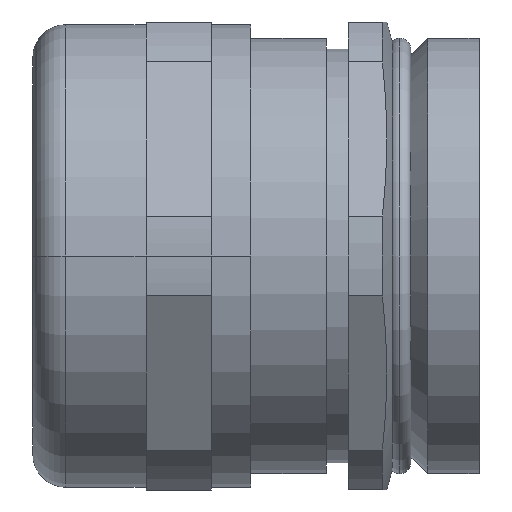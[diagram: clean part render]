
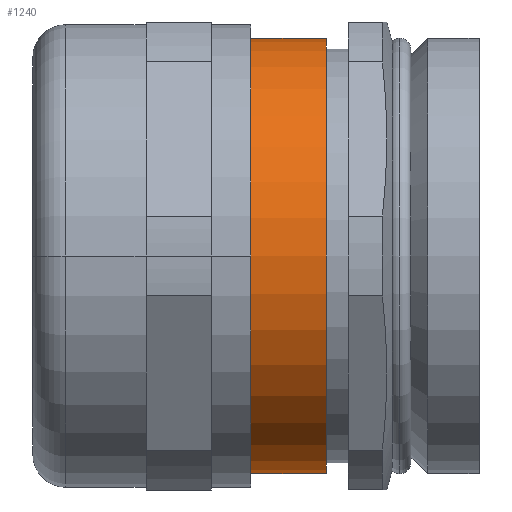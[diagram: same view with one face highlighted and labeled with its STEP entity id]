
A CAD part, left-side view. The second image highlights one B-rep face of the part: STEP entity #1240.
In plain terms, the highlighted cylindrical face has radius 20 mm (diameter 40 mm), a partial arc.
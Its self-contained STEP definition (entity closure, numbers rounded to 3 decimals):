
#16 = CIRCLE ( 'NONE', #1976, 20. ) ;
#302 = DIRECTION ( 'NONE',  ( 0., 1., 0. ) ) ;
#451 = EDGE_CURVE ( 'NONE', #1209, #901, #2470, .T. ) ;
#528 = DIRECTION ( 'NONE',  ( 0., 0., 1. ) ) ;
#669 = AXIS2_PLACEMENT_3D ( 'NONE', #1197, #302, #528 ) ;
#901 = VERTEX_POINT ( 'NONE', #2272 ) ;
#916 = ORIENTED_EDGE ( 'NONE', *, *, #451, .F. ) ;
#1063 = DIRECTION ( 'NONE',  ( 0., 1., 0. ) ) ;
#1197 = CARTESIAN_POINT ( 'NONE',  ( 0., 25.7, 0. ) ) ;
#1198 = EDGE_CURVE ( 'NONE', #1370, #901, #2713, .T. ) ;
#1209 = VERTEX_POINT ( 'NONE', #2297 ) ;
#1240 = ADVANCED_FACE ( 'NONE', ( #2824 ), #2856, .T. ) ;
#1304 = VERTEX_POINT ( 'NONE', #1383 ) ;
#1370 = VERTEX_POINT ( 'NONE', #2836 ) ;
#1383 = CARTESIAN_POINT ( 'NONE',  ( 0., 14.04, -20. ) ) ;
#1452 = DIRECTION ( 'NONE',  ( 0., 1., 0. ) ) ;
#1463 = DIRECTION ( 'NONE',  ( 0., 0., 1. ) ) ;
#1555 = ORIENTED_EDGE ( 'NONE', *, *, #2918, .T. ) ;
#1625 = DIRECTION ( 'NONE',  ( 0., 0., 1. ) ) ;
#1626 = LINE ( 'NONE', #2189, #2412 ) ;
#1651 = CARTESIAN_POINT ( 'NONE',  ( 0., 25.7, 0. ) ) ;
#1916 = CARTESIAN_POINT ( 'NONE',  ( 0., 14.04, 0. ) ) ;
#1976 = AXIS2_PLACEMENT_3D ( 'NONE', #1916, #1452, #1463 ) ;
#2040 = ORIENTED_EDGE ( 'NONE', *, *, #1198, .T. ) ;
#2064 = AXIS2_PLACEMENT_3D ( 'NONE', #1651, #2111, #1625 ) ;
#2103 = VECTOR ( 'NONE', #2488, 1000. ) ;
#2111 = DIRECTION ( 'NONE',  ( 0., 1., 0. ) ) ;
#2189 = CARTESIAN_POINT ( 'NONE',  ( 0., 25.7, -20. ) ) ;
#2272 = CARTESIAN_POINT ( 'NONE',  ( 0., 25.7, 20. ) ) ;
#2297 = CARTESIAN_POINT ( 'NONE',  ( 0., 25.7, -20. ) ) ;
#2338 = EDGE_LOOP ( 'NONE', ( #2885, #1555, #2040, #916 ) ) ;
#2412 = VECTOR ( 'NONE', #1063, 1000. ) ;
#2470 = CIRCLE ( 'NONE', #669, 20. ) ;
#2488 = DIRECTION ( 'NONE',  ( 0., 1., 0. ) ) ;
#2533 = EDGE_CURVE ( 'NONE', #1304, #1209, #1626, .T. ) ;
#2713 = LINE ( 'NONE', #2738, #2103 ) ;
#2738 = CARTESIAN_POINT ( 'NONE',  ( 0., 25.7, 20. ) ) ;
#2824 = FACE_OUTER_BOUND ( 'NONE', #2338, .T. ) ;
#2836 = CARTESIAN_POINT ( 'NONE',  ( 0., 14.04, 20. ) ) ;
#2856 = CYLINDRICAL_SURFACE ( 'NONE', #2064, 20. ) ;
#2885 = ORIENTED_EDGE ( 'NONE', *, *, #2533, .F. ) ;
#2918 = EDGE_CURVE ( 'NONE', #1304, #1370, #16, .T. ) ;
